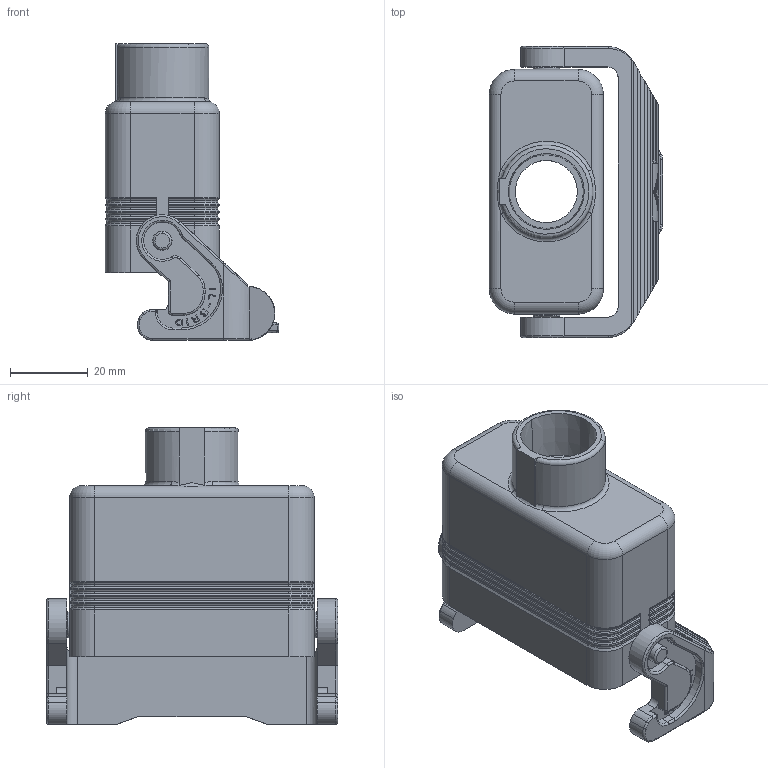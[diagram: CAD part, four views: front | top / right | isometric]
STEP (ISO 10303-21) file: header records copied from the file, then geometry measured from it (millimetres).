
FILE_DESCRIPTION(('Creo Elements/Direct Modeling STEP Export'),'2;1');
FILE_NAME('0lndrr03qq7a6p55088','2015-05-20T14:40:54',(''),(''),'Creo Elements/Direct Modeling STEP processor for AP214 (Solid Model)','Creo Elements/Direct Modeling 18.1F 24-Jul-2014 (C) Parametric Technology GmbH','');
FILE_SCHEMA(('AUTOMOTIVE_DESIGN { 1 0 10303 214 1 1 1 1 }'));
Length unit declared in the file: millimetre
Products named in the file (3): CZV_15; LEVA_CZ15; CZV_15_LG
Assembly tree (2 placements, depth 2):
  CZV_15_LG
    LEVA_CZ15
    CZV_15
Bounding box: 44.7 x 75.05 x 76.5 mm (x, y, z)
Volume: 41621.8 mm3; surface area: 27917 mm2
Topology: 2 solids, 2 shells, 856 faces, 2231 edges, 1415 vertices
Faces by surface type: plane 509, cylinder 228, torus 75, cone 38, bspline 4, sphere 2
Entity records: 35751 total; most frequent: CARTESIAN_POINT 9993, ORIENTED_EDGE 4458, DIRECTION 4180, EDGE_CURVE 2229, VECTOR 1516, LINE 1516, VERTEX_POINT 1415, AXIS2_PLACEMENT_3D 1332
